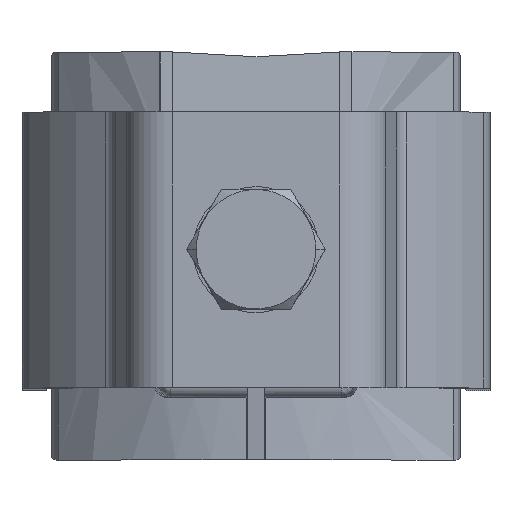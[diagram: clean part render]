
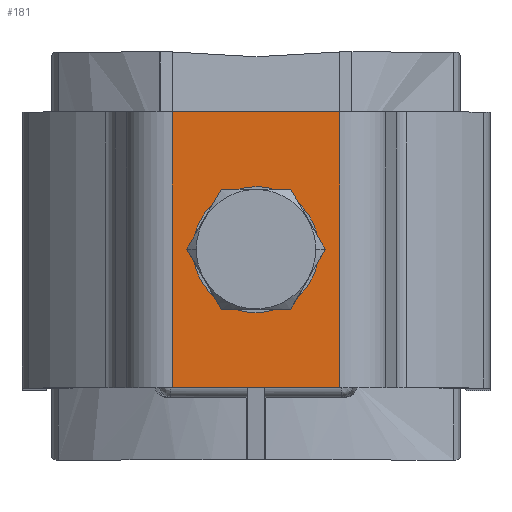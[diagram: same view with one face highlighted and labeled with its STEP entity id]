
A CAD part, top view. The second image highlights one B-rep face of the part: STEP entity #181.
In plain terms, the highlighted planar face has unit normal (0, 0, 1).
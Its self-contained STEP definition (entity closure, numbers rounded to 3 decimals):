
#33=FACE_BOUND('',#801,.T.);
#181=ADVANCED_FACE('',(#485,#33),#4683,.T.);
#485=FACE_OUTER_BOUND('',#800,.T.);
#800=EDGE_LOOP('',(#1676,#1677,#1678,#1679));
#801=EDGE_LOOP('',(#1680,#1681));
#1676=ORIENTED_EDGE('',*,*,#2866,.F.);
#1677=ORIENTED_EDGE('',*,*,#2867,.T.);
#1678=ORIENTED_EDGE('',*,*,#2865,.F.);
#1679=ORIENTED_EDGE('',*,*,#2868,.T.);
#1680=ORIENTED_EDGE('',*,*,#2882,.F.);
#1681=ORIENTED_EDGE('',*,*,#2879,.F.);
#2865=EDGE_CURVE('',#4281,#4282,#3345,.T.);
#2866=EDGE_CURVE('',#4283,#4284,#3346,.T.);
#2867=EDGE_CURVE('',#4283,#4282,#3722,.T.);
#2868=EDGE_CURVE('',#4281,#4284,#3723,.T.);
#2879=EDGE_CURVE('',#4285,#4286,#3353,.T.);
#2882=EDGE_CURVE('',#4286,#4285,#3354,.T.);
#3345=(
BOUNDED_CURVE()
B_SPLINE_CURVE(1,(#15993,#15994),.UNSPECIFIED.,.F.,.F.)
B_SPLINE_CURVE_WITH_KNOTS((2,2),(0.,23.),.UNSPECIFIED.)
CURVE()
GEOMETRIC_REPRESENTATION_ITEM()
RATIONAL_B_SPLINE_CURVE((1.,1.))
REPRESENTATION_ITEM('')
);
#3346=(
BOUNDED_CURVE()
B_SPLINE_CURVE(1,(#15995,#15996),.UNSPECIFIED.,.F.,.F.)
B_SPLINE_CURVE_WITH_KNOTS((2,2),(0.,23.),.UNSPECIFIED.)
CURVE()
GEOMETRIC_REPRESENTATION_ITEM()
RATIONAL_B_SPLINE_CURVE((1.,1.))
REPRESENTATION_ITEM('')
);
#3353=(
BOUNDED_CURVE()
B_SPLINE_CURVE(2,(#16033,#16034,#16035,#16036,#16037),.UNSPECIFIED.,.F.,
 .F.)
B_SPLINE_CURVE_WITH_KNOTS((3,2,3),(-4.712,-3.142,
-1.571),.UNSPECIFIED.)
CURVE()
GEOMETRIC_REPRESENTATION_ITEM()
RATIONAL_B_SPLINE_CURVE((1.,0.707,1.,0.707,1.))
REPRESENTATION_ITEM('')
);
#3354=(
BOUNDED_CURVE()
B_SPLINE_CURVE(2,(#16042,#16043,#16044,#16045,#16046),.UNSPECIFIED.,.F.,
 .F.)
B_SPLINE_CURVE_WITH_KNOTS((3,2,3),(-4.712,-3.142,
-1.571),.UNSPECIFIED.)
CURVE()
GEOMETRIC_REPRESENTATION_ITEM()
RATIONAL_B_SPLINE_CURVE((1.,0.707,1.,0.707,1.))
REPRESENTATION_ITEM('')
);
#3722=B_SPLINE_CURVE_WITH_KNOTS('',1,(#15997,#15998),.UNSPECIFIED.,.F.,
 .F.,(2,2),(-13.931,0.),.UNSPECIFIED.);
#3723=B_SPLINE_CURVE_WITH_KNOTS('',1,(#15999,#16000),.UNSPECIFIED.,.F.,
 .F.,(2,2),(0.,13.931),.UNSPECIFIED.);
#4281=VERTEX_POINT('',#15729);
#4282=VERTEX_POINT('',#15730);
#4283=VERTEX_POINT('',#15731);
#4284=VERTEX_POINT('',#15732);
#4285=VERTEX_POINT('',#15733);
#4286=VERTEX_POINT('',#15734);
#4683=PLANE('',#5077);
#5077=AXIS2_PLACEMENT_3D('',#13941,#5228,$);
#5228=DIRECTION('',(0.,0.,1.));
#13941=CARTESIAN_POINT('',(-8.36,-2.3,10.665));
#15729=CARTESIAN_POINT('',(-6.965,-27.602,10.665));
#15730=CARTESIAN_POINT('',(-6.965,-4.602,10.665));
#15731=CARTESIAN_POINT('',(6.965,-4.602,10.665));
#15732=CARTESIAN_POINT('',(6.965,-27.602,10.665));
#15733=CARTESIAN_POINT('',(0.,-21.352,10.665));
#15734=CARTESIAN_POINT('',(0.,-10.852,10.665));
#15993=CARTESIAN_POINT('',(-6.965,-27.602,10.665));
#15994=CARTESIAN_POINT('',(-6.965,-4.602,10.665));
#15995=CARTESIAN_POINT('',(6.965,-4.602,10.665));
#15996=CARTESIAN_POINT('',(6.965,-27.602,10.665));
#15997=CARTESIAN_POINT('',(6.965,-4.602,10.665));
#15998=CARTESIAN_POINT('',(-6.965,-4.602,10.665));
#15999=CARTESIAN_POINT('',(-6.965,-27.602,10.665));
#16000=CARTESIAN_POINT('',(6.965,-27.602,10.665));
#16033=CARTESIAN_POINT('',(0.,-21.352,10.665));
#16034=CARTESIAN_POINT('',(5.25,-21.352,10.665));
#16035=CARTESIAN_POINT('',(5.25,-16.102,10.665));
#16036=CARTESIAN_POINT('',(5.25,-10.852,10.665));
#16037=CARTESIAN_POINT('',(0.,-10.852,10.665));
#16042=CARTESIAN_POINT('',(0.,-10.852,10.665));
#16043=CARTESIAN_POINT('',(-5.25,-10.852,10.665));
#16044=CARTESIAN_POINT('',(-5.25,-16.102,10.665));
#16045=CARTESIAN_POINT('',(-5.25,-21.352,10.665));
#16046=CARTESIAN_POINT('',(0.,-21.352,10.665));
